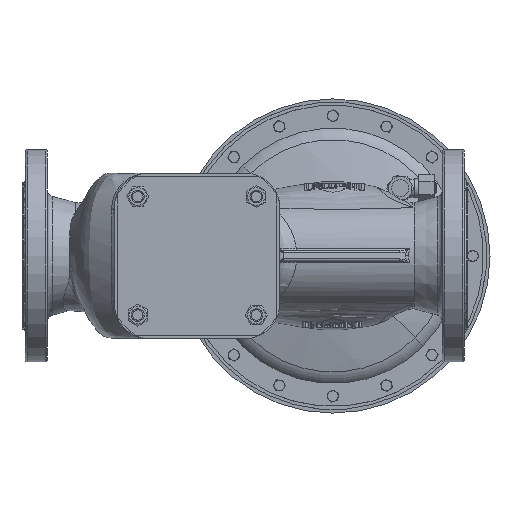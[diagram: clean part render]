
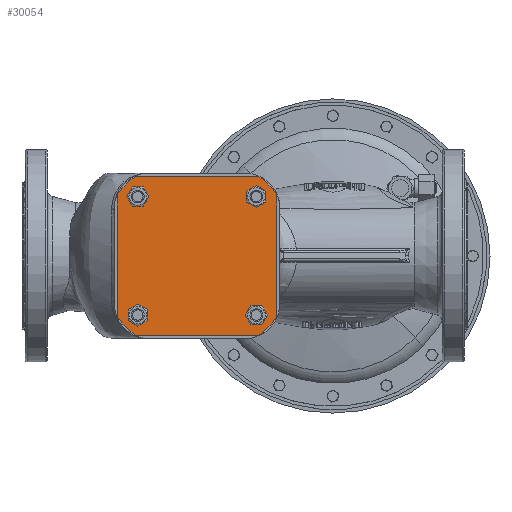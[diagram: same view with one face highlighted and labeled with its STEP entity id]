
A CAD part, front view. The second image highlights one B-rep face of the part: STEP entity #30054.
In plain terms, the highlighted planar face has unit normal (0, -1, 0).
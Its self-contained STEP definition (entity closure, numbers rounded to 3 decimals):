
#791 = AXIS2_PLACEMENT_3D ( 'NONE', #107639, #119197, #20111 ) ;
#3191 = CARTESIAN_POINT ( 'NONE',  ( -128., -148.5, 0. ) ) ;
#7849 = EDGE_CURVE ( 'Defeature ausgef�hrt3_6+Defeature ausgef�hrt3_0+Defeature ausgef�hrt3_12+Defeature ausgef�hrt3_11', #62790, #86825, #137939, .T. ) ;
#9304 = LINE ( 'NONE', #25104, #162187 ) ;
#10508 = DIRECTION ( 'NONE',  ( 1., 0., 0. ) ) ;
#11659 = EDGE_CURVE ( 'Defeature ausgef�hrt3_0+Defeature ausgef�hrt3_12+Defeature ausgef�hrt3_6+Defeature ausgef�hrt3_4', #62790, #42249, #49644, .T. ) ;
#13394 = CIRCLE ( 'NONE', #63892, 95. ) ;
#17736 = VECTOR ( 'NONE', #63200, 1000. ) ;
#20111 = DIRECTION ( 'NONE',  ( 0., 0., -1. ) ) ;
#20337 = EDGE_CURVE ( 'Defeature ausgef�hrt3_4+Defeature ausgef�hrt3_0+Defeature ausgef�hrt3_9+Defeature ausgef�hrt3_12', #29900, #42249, #115270, .T. ) ;
#20862 = DIRECTION ( 'NONE',  ( 0., -1., 0. ) ) ;
#25104 = CARTESIAN_POINT ( 'NONE',  ( -203., -148.5, -75. ) ) ;
#25851 = EDGE_CURVE ( 'Defeature ausgef�hrt3_5+Defeature ausgef�hrt3_0+Defeature ausgef�hrt3_11+Defeature ausgef�hrt3_10', #116983, #26827, #13394, .T. ) ;
#26392 = AXIS2_PLACEMENT_3D ( 'NONE', #146240, #20862, #118883 ) ;
#26827 = VERTEX_POINT ( 'NONE', #85640 ) ;
#29175 = VERTEX_POINT ( 'NONE', #133201 ) ;
#29900 = VERTEX_POINT ( 'NONE', #153970 ) ;
#30054 = ADVANCED_FACE ( 'Defeature ausgef�hrt3_0', ( #37728 ), #70743, .T. ) ;
#31982 = AXIS2_PLACEMENT_3D ( 'NONE', #117130, #142305, #143923 ) ;
#34111 = DIRECTION ( 'NONE',  ( -1., 0., 0. ) ) ;
#37037 = EDGE_CURVE ( 'Defeature ausgef�hrt3_0+Defeature ausgef�hrt3_11+Defeature ausgef�hrt3_5+Defeature ausgef�hrt3_6', #116983, #86825, #76516, .T. ) ;
#37728 = FACE_OUTER_BOUND ( 'NONE', #158386, .T. ) ;
#39232 = CIRCLE ( 'NONE', #791, 95. ) ;
#39831 = CARTESIAN_POINT ( 'NONE',  ( -128., -148.5, 0. ) ) ;
#40407 = DIRECTION ( 'NONE',  ( 0., 0., 1. ) ) ;
#40492 = CARTESIAN_POINT ( 'NONE',  ( -69.69, -148.5, 75. ) ) ;
#42249 = VERTEX_POINT ( 'NONE', #120575 ) ;
#49644 = LINE ( 'NONE', #147933, #135810 ) ;
#49879 = VERTEX_POINT ( 'NONE', #102665 ) ;
#52211 = CARTESIAN_POINT ( 'NONE',  ( -53., -148.5, -75. ) ) ;
#54076 = ORIENTED_EDGE ( 'NONE', *, *, #20337, .F. ) ;
#62790 = VERTEX_POINT ( 'NONE', #40492 ) ;
#63200 = DIRECTION ( 'NONE',  ( 0., 0., 1. ) ) ;
#63892 = AXIS2_PLACEMENT_3D ( 'NONE', #39831, #65593, #127408 ) ;
#65593 = DIRECTION ( 'NONE',  ( 0., 1., 0. ) ) ;
#66697 = CARTESIAN_POINT ( 'NONE',  ( -53., -148.5, 58.31 ) ) ;
#70743 = PLANE ( 'NONE',  #26392 ) ;
#76516 = LINE ( 'NONE', #52211, #17736 ) ;
#83637 = EDGE_CURVE ( 'Defeature ausgef�hrt3_0+Defeature ausgef�hrt3_9+Defeature ausgef�hrt3_4+Defeature ausgef�hrt3_3', #29900, #29175, #9304, .T. ) ;
#85640 = CARTESIAN_POINT ( 'NONE',  ( -69.69, -148.5, -75. ) ) ;
#86754 = ORIENTED_EDGE ( 'NONE', *, *, #37037, .T. ) ;
#86825 = VERTEX_POINT ( 'NONE', #66697 ) ;
#102439 = ORIENTED_EDGE ( 'NONE', *, *, #158962, .F. ) ;
#102665 = CARTESIAN_POINT ( 'NONE',  ( -186.31, -148.5, -75. ) ) ;
#104782 = ORIENTED_EDGE ( 'NONE', *, *, #11659, .T. ) ;
#107639 = CARTESIAN_POINT ( 'NONE',  ( -128., -148.5, 0. ) ) ;
#112649 = DIRECTION ( 'NONE',  ( 0., 0., -1. ) ) ;
#114202 = ORIENTED_EDGE ( 'NONE', *, *, #25851, .F. ) ;
#115270 = CIRCLE ( 'NONE', #31982, 95. ) ;
#116462 = DIRECTION ( 'NONE',  ( 0., 1., 0. ) ) ;
#116983 = VERTEX_POINT ( 'NONE', #159318 ) ;
#117121 = VECTOR ( 'NONE', #10508, 1000. ) ;
#117130 = CARTESIAN_POINT ( 'NONE',  ( -128., -148.5, 0. ) ) ;
#118883 = DIRECTION ( 'NONE',  ( 0., 0., 1. ) ) ;
#119197 = DIRECTION ( 'NONE',  ( 0., 1., 0. ) ) ;
#120575 = CARTESIAN_POINT ( 'NONE',  ( -186.31, -148.5, 75. ) ) ;
#122190 = CARTESIAN_POINT ( 'NONE',  ( -53., -148.5, -75. ) ) ;
#125581 = EDGE_CURVE ( 'Defeature ausgef�hrt3_0+Defeature ausgef�hrt3_10+Defeature ausgef�hrt3_3+Defeature ausgef�hrt3_5', #49879, #26827, #126850, .T. ) ;
#126850 = LINE ( 'NONE', #122190, #117121 ) ;
#127408 = DIRECTION ( 'NONE',  ( 0., 0., 1. ) ) ;
#133201 = CARTESIAN_POINT ( 'NONE',  ( -203., -148.5, -58.31 ) ) ;
#135810 = VECTOR ( 'NONE', #34111, 1000. ) ;
#136914 = ORIENTED_EDGE ( 'NONE', *, *, #83637, .T. ) ;
#137939 = CIRCLE ( 'NONE', #152805, 95. ) ;
#142305 = DIRECTION ( 'NONE',  ( 0., 1., 0. ) ) ;
#142701 = ORIENTED_EDGE ( 'NONE', *, *, #7849, .F. ) ;
#143923 = DIRECTION ( 'NONE',  ( 0., 0., 1. ) ) ;
#146240 = CARTESIAN_POINT ( 'NONE',  ( -128., -148.5, 0. ) ) ;
#147933 = CARTESIAN_POINT ( 'NONE',  ( -53., -148.5, 75. ) ) ;
#152805 = AXIS2_PLACEMENT_3D ( 'NONE', #3191, #116462, #40407 ) ;
#153970 = CARTESIAN_POINT ( 'NONE',  ( -203., -148.5, 58.31 ) ) ;
#157821 = ORIENTED_EDGE ( 'NONE', *, *, #125581, .T. ) ;
#158386 = EDGE_LOOP ( 'NONE', ( #142701, #104782, #54076, #136914, #102439, #157821, #114202, #86754 ) ) ;
#158962 = EDGE_CURVE ( 'Defeature ausgef�hrt3_3+Defeature ausgef�hrt3_0+Defeature ausgef�hrt3_10+Defeature ausgef�hrt3_9', #49879, #29175, #39232, .T. ) ;
#159318 = CARTESIAN_POINT ( 'NONE',  ( -53., -148.5, -58.31 ) ) ;
#162187 = VECTOR ( 'NONE', #112649, 1000. ) ;
